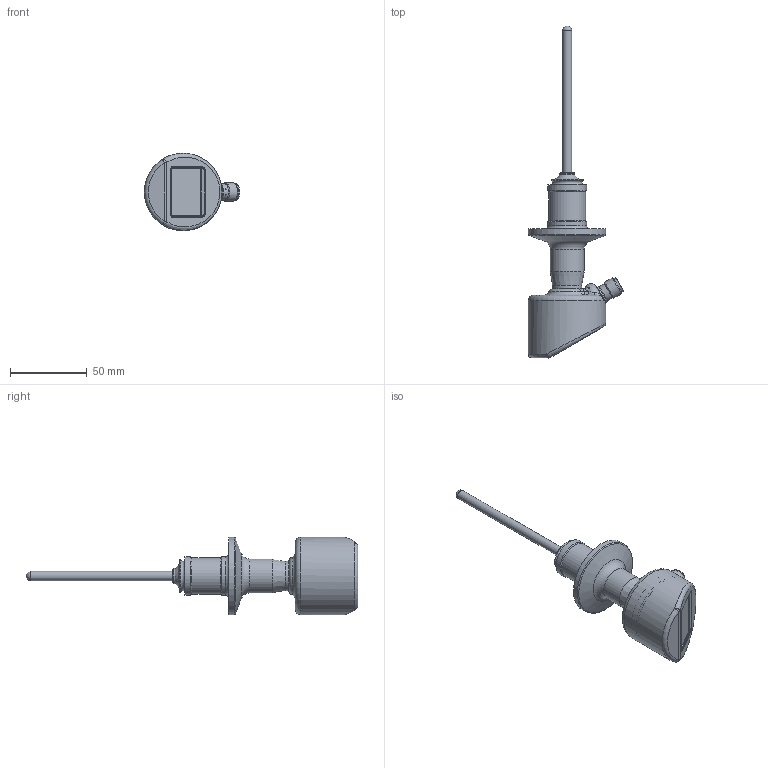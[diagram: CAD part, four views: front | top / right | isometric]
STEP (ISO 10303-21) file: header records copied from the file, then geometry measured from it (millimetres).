
FILE_DESCRIPTION(/* description */ ('Unknown'),/* implementation_level */ '2;1');
FILE_NAME(/* name */ 'PT55H-B010.1#012221.2#000300100',/* time_stamp */ '2024-09-13T11:10:52+02:00',/* author */ ('Unknown'),/* organization */ ('Baumer'),/* preprocessor_version */ 'ST-DEVELOPER v16.7',/* originating_system */ 'Solid Edge',/* authorisation */ 'Unknown');
FILE_SCHEMA (('AUTOMOTIVE_DESIGN {1 0 10303 214 3 1 1}'));
Products named in the file (1): Part6
Bounding box: 62 x 215.9 x 50.5 mm (x, y, z)
Volume: 57283.4 mm3; surface area: 43773.7 mm2
Topology: 1 solids, 4 shells, 1774 faces, 4738 edges, 3034 vertices
Faces by surface type: plane 970, cylinder 337, bspline 319, torus 66, cone 65, sphere 17
Full cylindrical faces by diameter (mm): 0.7 x6, 0.9 x2, 1 x4, 3 x1, 4 x1, 6 x2, 8 x1, 8.1 x1, 8.4 x2, 8.7 x1, 9 x1, 9.36 x1, 9.45 x1, 9.5 x1, 9.55 x1, 9.8 x1, 10.42 x1, 10.5 x1, 10.65 x1, 10.7 x2, 12 x1, 12.15 x1, 12.6 x1, 14.97 x1, 15.1 x1, 19 x2, 20 x2, 21 x1, 22 x1, 24 x1
Entity records: 75700 total; most frequent: CARTESIAN_POINT 22657, ORIENTED_EDGE 9054, DIRECTION 6922, EDGE_CURVE 4527, VERTEX_POINT 2973, AXIS2_PLACEMENT_3D 2400, LINE 2122, VECTOR 2122
